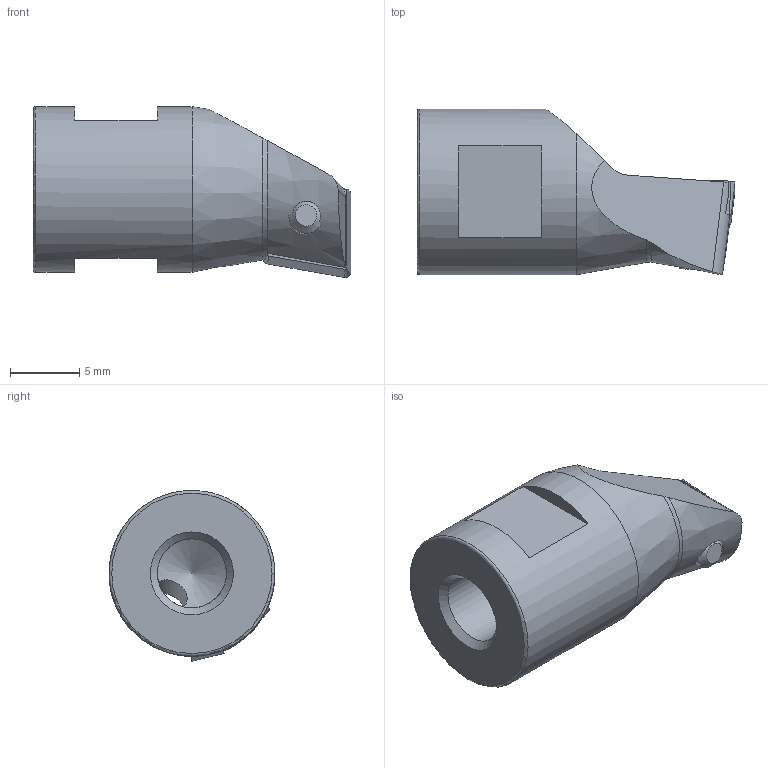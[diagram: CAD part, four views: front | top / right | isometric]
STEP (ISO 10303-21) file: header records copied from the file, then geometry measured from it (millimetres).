
FILE_DESCRIPTION (( 'STEP AP214' ), '1' );
FILE_NAME ('HS6.A13.K11.023.STEP', '2020-08-14T10:37:39', ( '' ), ( '' ), 'SwSTEP 2.0', 'SolidWorks 2017', '' );
FILE_SCHEMA (( 'AUTOMOTIVE_DESIGN' ));
Length unit declared in the file: millimetre
Products named in the file (4): CCMT060204; WCA-ER2.001.006_A; HS6-A13.K11.023_B; HS6.A13.K11.023
Assembly tree (3 placements, depth 2):
  HS6.A13.K11.023
    HS6-A13.K11.023_B
    WCA-ER2.001.006_A
    CCMT060204
Bounding box: 23 x 12.01 x 12.37 mm (x, y, z)
Volume: 1549.3 mm3; surface area: 1315.8 mm2
Topology: 3 solids, 3 shells, 95 faces, 236 edges, 147 vertices
Faces by surface type: plane 34, cylinder 23, cone 20, bspline 12, torus 5, sphere 1
Full cylindrical faces by diameter (mm): 2.05 x1, 2.5 x2, 2.8 x1, 3.4 x1, 3.85 x1, 5 x1, 12 x1
Entity records: 3181 total; most frequent: CARTESIAN_POINT 1033, ORIENTED_EDGE 418, DIRECTION 370, EDGE_CURVE 209, AXIS2_PLACEMENT_3D 148, VERTEX_POINT 140, EDGE_LOOP 121, FACE_OUTER_BOUND 108
